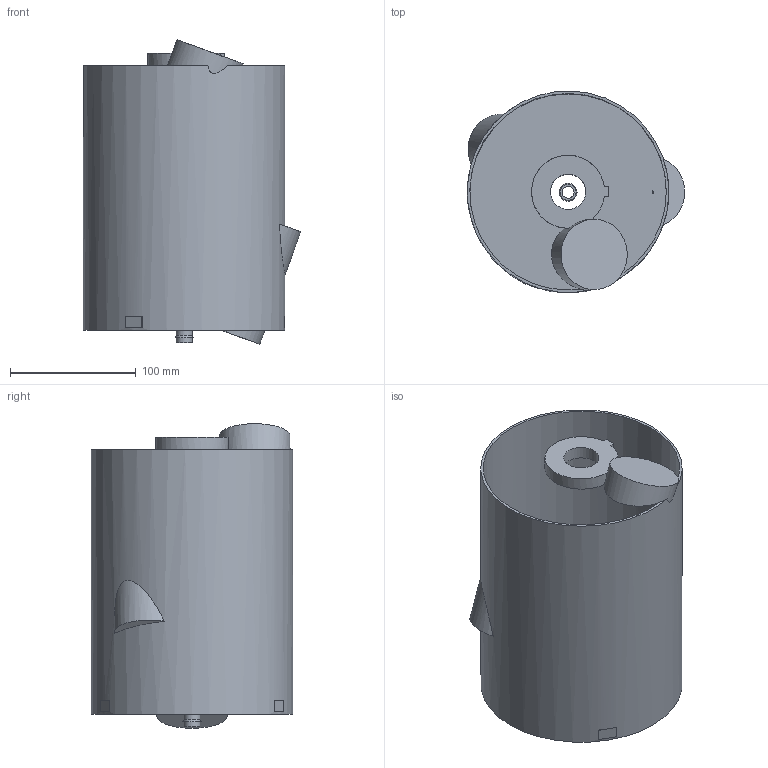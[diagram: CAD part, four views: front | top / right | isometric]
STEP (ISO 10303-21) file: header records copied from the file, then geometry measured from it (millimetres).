
FILE_DESCRIPTION(('Open CASCADE Model'),'2;1');
FILE_NAME('Open CASCADE Shape Model','2026-02-12T12:33:10',('Author'),( 'Open CASCADE'),'Open CASCADE STEP processor 7.8','build123d', 'Unknown');
FILE_SCHEMA(('AUTOMOTIVE_DESIGN { 1 0 10303 214 1 1 1 1 }'));
Length unit declared in the file: millimetre
Products named in the file (1): COMPOUND
Bounding box: 172.56 x 160 x 241.72 mm (x, y, z)
Volume: 370526 mm3; surface area: 264692.6 mm2
Topology: 3 solids, 3 shells, 59 faces, 129 edges, 83 vertices
Faces by surface type: plane 41, cylinder 17, cone 1
Full cylindrical faces by diameter (mm): 9.525 x1, 12.7 x2, 28 x2, 56 x1, 156 x2, 160 x1
Entity records: 4717 total; most frequent: CARTESIAN_POINT 2057, DIRECTION 499, ORIENTED_EDGE 258, PCURVE 258, DEFINITIONAL_REPRESENTATION 258, LINE 208, VECTOR 208, EDGE_CURVE 129
